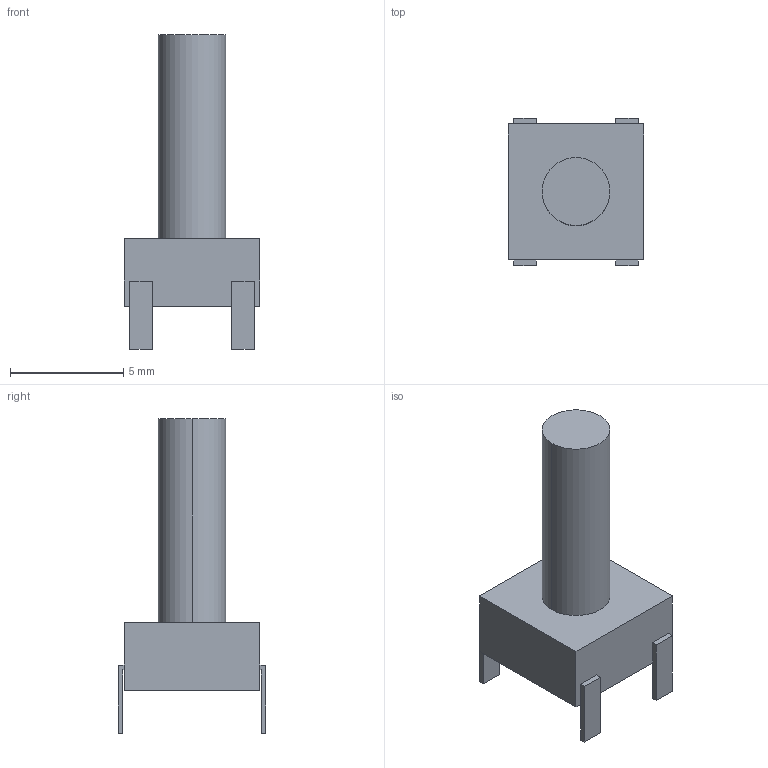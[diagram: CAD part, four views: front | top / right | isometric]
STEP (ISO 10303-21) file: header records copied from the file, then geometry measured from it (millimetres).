
FILE_DESCRIPTION (( 'STEP AP214' ), '1' );
FILE_NAME ('but6x6-9.STEP', '2011-08-14T14:44:31', ( '微软用户' ), ( '微软中国' ), 'SwSTEP 2.0', 'SolidWorks 2011', '' );
FILE_SCHEMA (( 'AUTOMOTIVE_DESIGN' ));
Length unit declared in the file: millimetre
Products named in the file (1): but6x6-9
Bounding box: 6 x 6.5 x 13.9 mm (x, y, z)
Volume: 174.1 mm3; surface area: 258.1 mm2
Topology: 1 solids, 1 shells, 37 faces, 90 edges, 60 vertices
Faces by surface type: plane 35, cylinder 2
Entity records: 1201 total; most frequent: CARTESIAN_POINT 188, ORIENTED_EDGE 180, DIRECTION 170, EDGE_CURVE 90, LINE 86, VECTOR 86, VERTEX_POINT 60, AXIS2_PLACEMENT_3D 42
